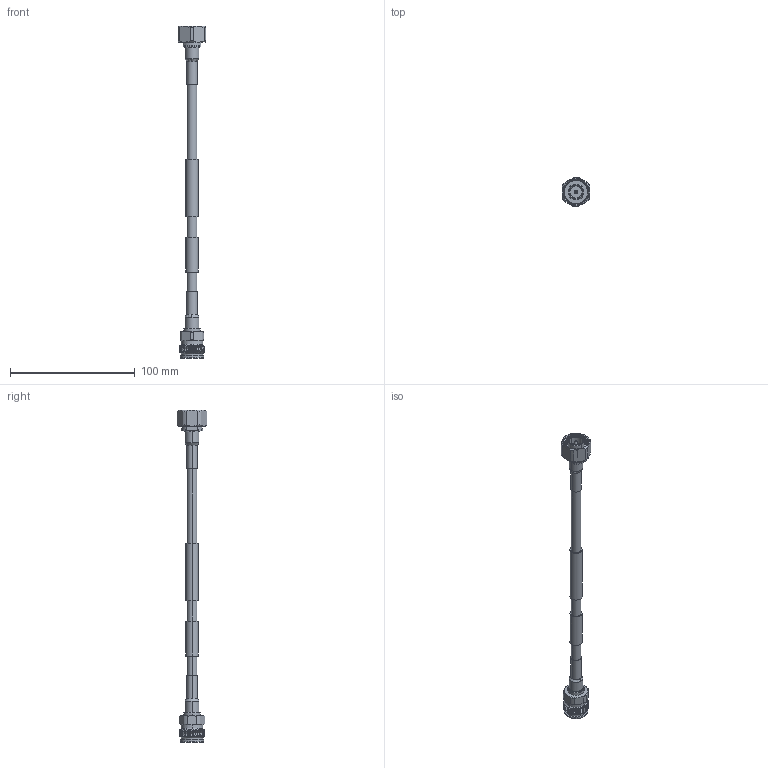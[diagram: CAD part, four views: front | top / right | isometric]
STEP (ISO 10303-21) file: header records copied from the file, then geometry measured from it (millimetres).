
FILE_DESCRIPTION (( 'STEP AP214' ), '1' );
FILE_NAME ('PE3C7828.step', '2021-02-09T19:13:54', ( '' ), ( '' ), 'SwSTEP 2.0', 'SolidWorks 2018', '' );
FILE_SCHEMA (( 'AUTOMOTIVE_DESIGN' ));
Length unit declared in the file: inch
Products named in the file (5): PE45654^PE3C7828; PE-1/4SFHC^PE3C7828; PE3C7828; Heat Shrink^PE3C7828; PE45656^PE3C7828
Assembly tree (5 placements, depth 2):
  PE3C7828
    PE-1/4SFHC^PE3C7828
    Heat Shrink^PE3C7828  x2
    PE45654^PE3C7828
    PE45656^PE3C7828
Bounding box: 22 x 23.98 x 265.69 mm (x, y, z)
Volume: 23093.9 mm3; surface area: 14863.6 mm2
Topology: 5 solids, 6 shells, 297 faces, 747 edges, 486 vertices
Faces by surface type: cylinder 123, plane 114, cone 50, bspline 10
Entity records: 11857 total; most frequent: CARTESIAN_POINT 4757, ORIENTED_EDGE 1458, DIRECTION 1457, EDGE_CURVE 729, AXIS2_PLACEMENT_3D 575, VERTEX_POINT 474, EDGE_LOOP 317, LINE 307
